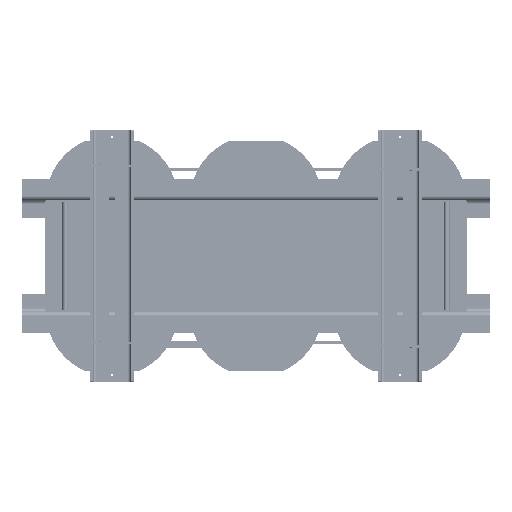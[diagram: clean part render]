
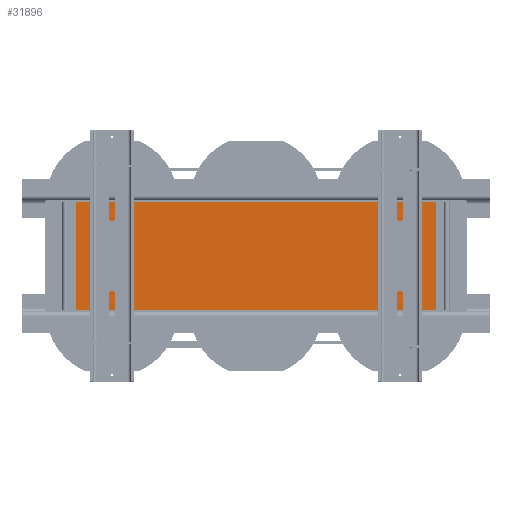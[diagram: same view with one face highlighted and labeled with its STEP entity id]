
A CAD part, front view. The second image highlights one B-rep face of the part: STEP entity #31896.
In plain terms, the highlighted planar face has unit normal (0, -1, 0).
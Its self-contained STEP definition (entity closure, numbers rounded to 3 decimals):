
#5069=FACE_OUTER_BOUND('',#7135,.T.);
#7135=EDGE_LOOP('',(#20826,#20827,#20828,#20829));
#10587=LINE('',#47213,#12141);
#10591=LINE('',#47222,#12145);
#10606=LINE('',#47269,#12160);
#10610=LINE('',#47275,#12164);
#12141=VECTOR('',#38003,10.);
#12145=VECTOR('',#38013,10.);
#12160=VECTOR('',#38080,10.);
#12164=VECTOR('',#38088,10.);
#13670=VERTEX_POINT('',#47132);
#13683=VERTEX_POINT('',#47160);
#13689=VERTEX_POINT('',#47173);
#13696=VERTEX_POINT('',#47188);
#16714=EDGE_CURVE('',#13689,#13696,#10587,.T.);
#16720=EDGE_CURVE('',#13683,#13670,#10591,.T.);
#16741=EDGE_CURVE('',#13689,#13670,#10606,.T.);
#16745=EDGE_CURVE('',#13683,#13696,#10610,.T.);
#20826=ORIENTED_EDGE('',*,*,#16745,.T.);
#20827=ORIENTED_EDGE('',*,*,#16714,.F.);
#20828=ORIENTED_EDGE('',*,*,#16741,.T.);
#20829=ORIENTED_EDGE('',*,*,#16720,.F.);
#28757=PLANE('',#34168);
#31896=ADVANCED_FACE('',(#5069),#28757,.T.);
#34168=AXIS2_PLACEMENT_3D('',#47276,#38089,#38090);
#38003=DIRECTION('',(1.,0.,0.));
#38013=DIRECTION('',(-1.,0.,0.));
#38080=DIRECTION('',(0.,0.,-1.));
#38088=DIRECTION('',(0.,0.,1.));
#38089=DIRECTION('center_axis',(0.,-1.,0.));
#38090=DIRECTION('ref_axis',(1.,0.,0.));
#47132=CARTESIAN_POINT('',(-500.,-575.,-150.));
#47160=CARTESIAN_POINT('',(500.,-575.,-150.));
#47173=CARTESIAN_POINT('',(-500.,-575.,150.));
#47188=CARTESIAN_POINT('',(500.,-575.,150.));
#47213=CARTESIAN_POINT('',(500.,-575.,150.));
#47222=CARTESIAN_POINT('',(500.,-575.,-150.));
#47269=CARTESIAN_POINT('',(-500.,-575.,0.));
#47275=CARTESIAN_POINT('',(500.,-575.,0.));
#47276=CARTESIAN_POINT('Origin',(-500.,-575.,0.));
